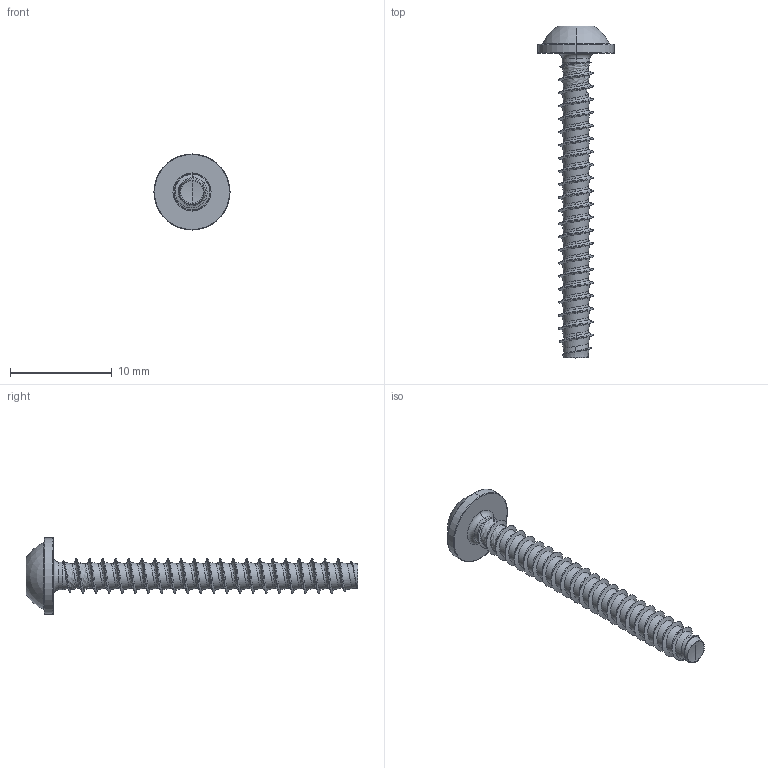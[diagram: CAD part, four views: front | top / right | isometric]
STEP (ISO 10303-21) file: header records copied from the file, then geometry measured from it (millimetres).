
FILE_DESCRIPTION (( 'STEP AP203' ), '1' );
FILE_NAME ('STP380350300.STEP', '2017-08-15T17:43:56', ( '' ), ( '' ), 'SwSTEP 2.0', 'SolidWorks 2015', '' );
FILE_SCHEMA (( 'CONFIG_CONTROL_DESIGN' ));
Length unit declared in the file: millimetre
Products named in the file (1): STP380350300
Bounding box: 7.5 x 32.7 x 7.5 mm (x, y, z)
Volume: 238.3 mm3; surface area: 523.8 mm2
Topology: 1 solids, 1 shells, 130 faces, 333 edges, 206 vertices
Faces by surface type: cylinder 70, bspline 35, cone 10, torus 8, sphere 4, plane 3
Entity records: 33760 total; most frequent: CARTESIAN_POINT 31033, ORIENTED_EDGE 662, DIRECTION 412, EDGE_CURVE 331, VERTEX_POINT 206, AXIS2_PLACEMENT_3D 164, B_SPLINE_CURVE_WITH_KNOTS 134, EDGE_LOOP 133
